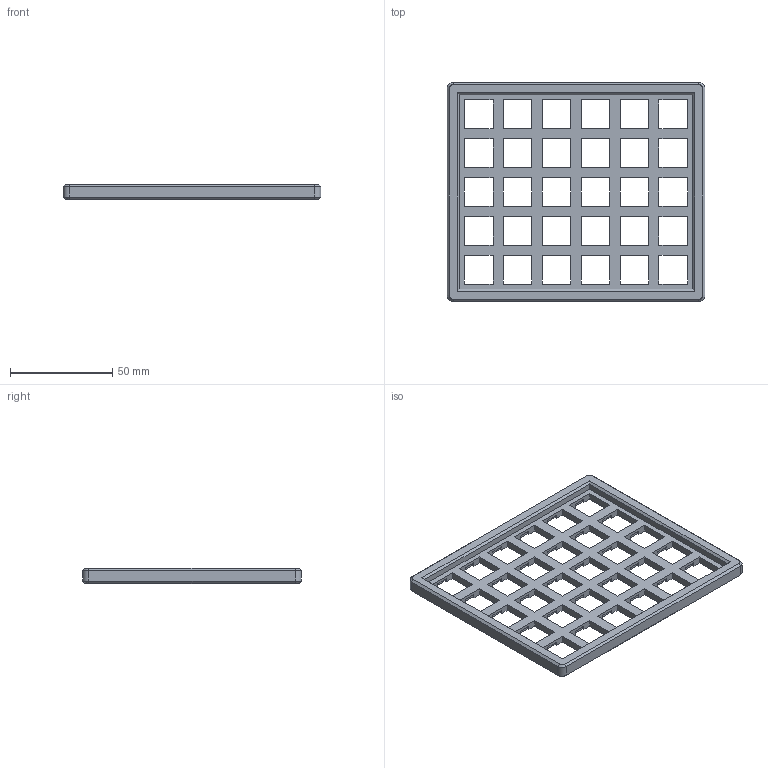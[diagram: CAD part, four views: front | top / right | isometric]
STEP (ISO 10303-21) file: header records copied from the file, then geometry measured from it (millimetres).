
FILE_DESCRIPTION(('FreeCAD Model'),'2;1');
FILE_NAME('Open CASCADE Shape Model','2023-07-28T18:27:36',('Author'),( ''),'Open CASCADE STEP processor 7.7','FreeCAD','Unknown');
FILE_SCHEMA(('AUTOMOTIVE_DESIGN { 1 0 10303 214 1 1 1 1 }'));
Length unit declared in the file: millimetre
Products named in the file (1): KeyPlate
Bounding box: 126.3 x 107.25 x 7.5 mm (x, y, z)
Volume: 35613.1 mm3; surface area: 26036.2 mm2
Topology: 1 solids, 1 shells, 403 faces, 1168 edges, 772 vertices
Faces by surface type: plane 387, cylinder 8, cone 8
Full cylindrical faces by diameter (mm): 4 x4
Entity records: 28336 total; most frequent: CARTESIAN_POINT 4728, DIRECTION 4328, LINE 3464, VECTOR 3464, ORIENTED_EDGE 2336, PCURVE 2336, DEFINITIONAL_REPRESENTATION 2336, EDGE_CURVE 1168
